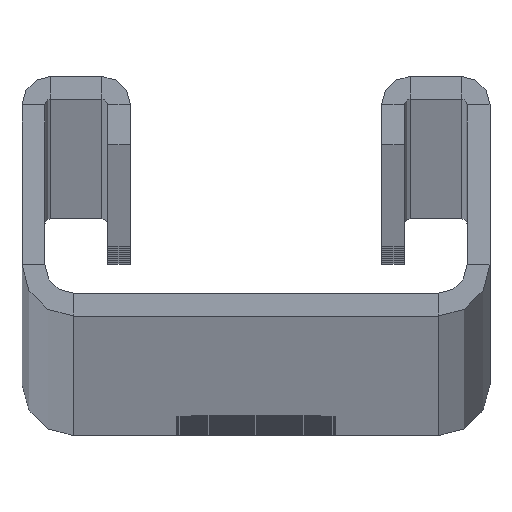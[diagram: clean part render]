
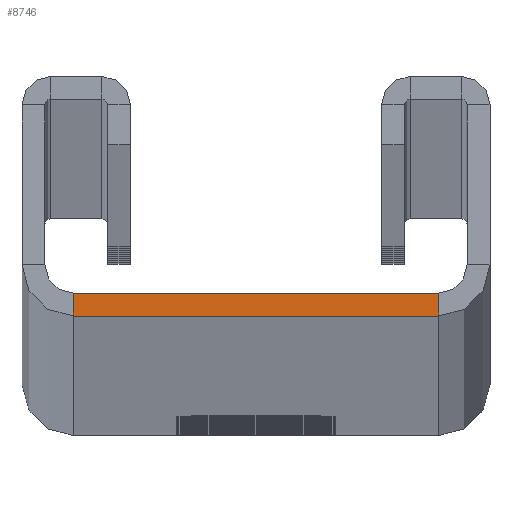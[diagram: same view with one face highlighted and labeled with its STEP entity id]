
A CAD part, top view. The second image highlights one B-rep face of the part: STEP entity #8746.
In plain terms, the highlighted planar face has unit normal (0, 0, 1).
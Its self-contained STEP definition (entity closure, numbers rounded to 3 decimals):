
#387 = CARTESIAN_POINT ( 'NONE',  ( -16., 2., 6000. ) ) ;
#466 = VECTOR ( 'NONE', #20210, 1000. ) ;
#2092 = CARTESIAN_POINT ( 'NONE',  ( 16., 0., 6000. ) ) ;
#2946 = PLANE ( 'NONE',  #13353 ) ;
#3125 = VECTOR ( 'NONE', #11077, 1000. ) ;
#3674 = LINE ( 'NONE', #18716, #20140 ) ;
#5122 = VECTOR ( 'NONE', #24921, 1000. ) ;
#7575 = DIRECTION ( 'NONE',  ( 1., 0., 0. ) ) ;
#7975 = EDGE_CURVE ( 'NONE', #24475, #20705, #11894, .T. ) ;
#8723 = ORIENTED_EDGE ( 'NONE', *, *, #11471, .T. ) ;
#8746 = ADVANCED_FACE ( 'NONE', ( #21023 ), #2946, .T. ) ;
#9961 = EDGE_CURVE ( 'NONE', #20837, #14994, #11242, .T. ) ;
#11077 = DIRECTION ( 'NONE',  ( 1., 0., 0. ) ) ;
#11242 = LINE ( 'NONE', #387, #466 ) ;
#11471 = EDGE_CURVE ( 'NONE', #14994, #24475, #17157, .T. ) ;
#11776 = CARTESIAN_POINT ( 'NONE',  ( 18.5, 4.5, 6000. ) ) ;
#11894 = LINE ( 'NONE', #20715, #5122 ) ;
#11907 = CARTESIAN_POINT ( 'NONE',  ( 16., 2., 6000. ) ) ;
#13076 = EDGE_LOOP ( 'NONE', ( #8723, #14205, #20150, #14405 ) ) ;
#13353 = AXIS2_PLACEMENT_3D ( 'NONE', #11776, #22632, #25388 ) ;
#14205 = ORIENTED_EDGE ( 'NONE', *, *, #7975, .T. ) ;
#14405 = ORIENTED_EDGE ( 'NONE', *, *, #9961, .T. ) ;
#14994 = VERTEX_POINT ( 'NONE', #24840 ) ;
#17157 = LINE ( 'NONE', #2092, #3125 ) ;
#18518 = CARTESIAN_POINT ( 'NONE',  ( 16., 0., 6000. ) ) ;
#18716 = CARTESIAN_POINT ( 'NONE',  ( 16., 2., 6000. ) ) ;
#19382 = EDGE_CURVE ( 'NONE', #20837, #20705, #3674, .T. ) ;
#20140 = VECTOR ( 'NONE', #7575, 1000. ) ;
#20150 = ORIENTED_EDGE ( 'NONE', *, *, #19382, .F. ) ;
#20210 = DIRECTION ( 'NONE',  ( 0., -1., 0. ) ) ;
#20705 = VERTEX_POINT ( 'NONE', #11907 ) ;
#20715 = CARTESIAN_POINT ( 'NONE',  ( 16., 0., 6000. ) ) ;
#20837 = VERTEX_POINT ( 'NONE', #21155 ) ;
#21023 = FACE_OUTER_BOUND ( 'NONE', #13076, .T. ) ;
#21155 = CARTESIAN_POINT ( 'NONE',  ( -16., 2., 6000. ) ) ;
#22632 = DIRECTION ( 'NONE',  ( 0., 0., 1. ) ) ;
#24475 = VERTEX_POINT ( 'NONE', #18518 ) ;
#24840 = CARTESIAN_POINT ( 'NONE',  ( -16., 0., 6000. ) ) ;
#24921 = DIRECTION ( 'NONE',  ( 0., 1., 0. ) ) ;
#25388 = DIRECTION ( 'NONE',  ( 1., 0., 0. ) ) ;
